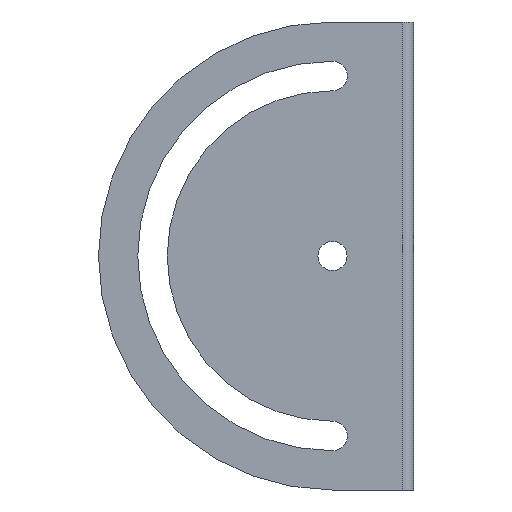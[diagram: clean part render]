
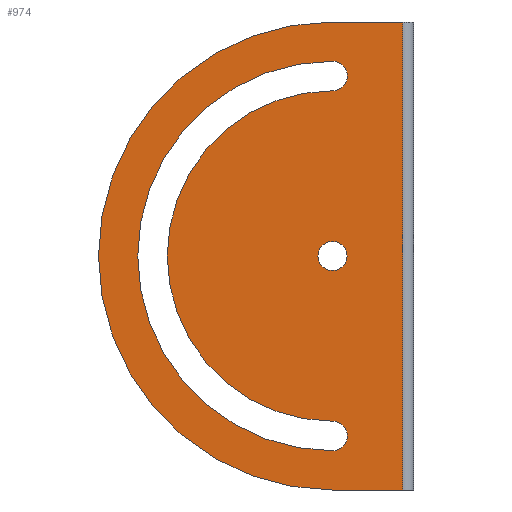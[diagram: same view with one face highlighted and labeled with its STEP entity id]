
A CAD part, left-side view. The second image highlights one B-rep face of the part: STEP entity #974.
In plain terms, the highlighted planar face has unit normal (-1, 0, 0).
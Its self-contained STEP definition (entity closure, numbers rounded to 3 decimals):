
#365=DIRECTION('',(0.,-1.,0.));
#366=VECTOR('',#365,19.5);
#367=CARTESIAN_POINT('',(0.,22.5,-65.));
#368=LINE('',#367,#366);
#372=DIRECTION('',(0.,0.,-1.));
#373=VECTOR('',#372,130.);
#374=CARTESIAN_POINT('',(0.,3.,65.));
#375=LINE('',#374,#373);
#402=CARTESIAN_POINT('',(0.,22.5,0.));
#403=DIRECTION('',(1.,0.,0.));
#404=DIRECTION('',(0.,-1.,0.));
#405=AXIS2_PLACEMENT_3D('',#402,#403,#404);
#410=CARTESIAN_POINT('',(0.,22.5,0.));
#411=DIRECTION('',(1.,0.,0.));
#412=DIRECTION('',(0.,1.,0.));
#413=AXIS2_PLACEMENT_3D('',#410,#411,#412);
#418=CARTESIAN_POINT('',(0.,22.5,-50.));
#419=DIRECTION('',(1.,0.,0.));
#420=DIRECTION('',(0.,0.,1.));
#421=AXIS2_PLACEMENT_3D('',#418,#419,#420);
#426=CARTESIAN_POINT('',(0.,22.5,0.));
#427=DIRECTION('',(1.,0.,0.));
#428=DIRECTION('',(0.,0.,-1.));
#429=AXIS2_PLACEMENT_3D('',#426,#427,#428);
#434=CARTESIAN_POINT('',(0.,22.5,50.));
#435=DIRECTION('',(1.,0.,0.));
#436=DIRECTION('',(0.,0.,1.));
#437=AXIS2_PLACEMENT_3D('',#434,#435,#436);
#442=CARTESIAN_POINT('',(0.,22.5,0.));
#443=DIRECTION('',(1.,0.,0.));
#444=DIRECTION('',(0.,0.,-1.));
#445=AXIS2_PLACEMENT_3D('',#442,#443,#444);
#450=CARTESIAN_POINT('',(0.,22.5,0.));
#451=DIRECTION('',(1.,0.,0.));
#452=DIRECTION('',(0.,0.,-1.));
#453=AXIS2_PLACEMENT_3D('',#450,#451,#452);
#769=DIRECTION('',(0.,-1.,0.));
#770=VECTOR('',#769,19.5);
#771=CARTESIAN_POINT('',(0.,22.5,65.));
#772=LINE('',#771,#770);
#826=CARTESIAN_POINT('',(0.,22.5,-65.));
#828=VERTEX_POINT('',#826);
#830=CARTESIAN_POINT('',(0.,22.5,65.));
#832=VERTEX_POINT('',#830);
#834=CARTESIAN_POINT('',(0.,18.45,0.));
#835=CARTESIAN_POINT('',(0.,26.55,0.));
#836=VERTEX_POINT('',#834);
#837=VERTEX_POINT('',#835);
#842=CARTESIAN_POINT('',(0.,22.5,-45.9));
#843=CARTESIAN_POINT('',(0.,22.5,-54.1));
#844=VERTEX_POINT('',#842);
#845=VERTEX_POINT('',#843);
#846=CARTESIAN_POINT('',(0.,22.5,54.1));
#847=VERTEX_POINT('',#846);
#848=CARTESIAN_POINT('',(0.,22.5,45.9));
#849=VERTEX_POINT('',#848);
#898=CARTESIAN_POINT('',(0.,3.,65.));
#899=CARTESIAN_POINT('',(0.,3.,-65.));
#900=VERTEX_POINT('',#898);
#901=VERTEX_POINT('',#899);
#945=CARTESIAN_POINT('',(0.,87.5,-65.));
#946=DIRECTION('',(-1.,0.,0.));
#947=DIRECTION('',(0.,-1.,0.));
#948=AXIS2_PLACEMENT_3D('',#945,#946,#947);
#949=PLANE('',#948);
#950=ORIENTED_EDGE('',*,*,#935,.T.);
#951=ORIENTED_EDGE('',*,*,#925,.F.);
#953=ORIENTED_EDGE('',*,*,#952,.T.);
#955=ORIENTED_EDGE('',*,*,#954,.T.);
#956=EDGE_LOOP('',(#950,#951,#953,#955));
#957=FACE_OUTER_BOUND('',#956,.F.);
#959=ORIENTED_EDGE('',*,*,#958,.F.);
#961=ORIENTED_EDGE('',*,*,#960,.T.);
#963=ORIENTED_EDGE('',*,*,#962,.F.);
#965=ORIENTED_EDGE('',*,*,#964,.F.);
#966=EDGE_LOOP('',(#959,#961,#963,#965));
#967=FACE_BOUND('',#966,.F.);
#969=ORIENTED_EDGE('',*,*,#968,.F.);
#971=ORIENTED_EDGE('',*,*,#970,.F.);
#972=EDGE_LOOP('',(#969,#971));
#973=FACE_BOUND('',#972,.F.);
#406=CIRCLE('',#405,4.05);
#414=CIRCLE('',#413,4.05);
#422=CIRCLE('',#421,4.1);
#430=CIRCLE('',#429,45.9);
#438=CIRCLE('',#437,4.1);
#446=CIRCLE('',#445,54.1);
#454=CIRCLE('',#453,65.);
#925=EDGE_CURVE('',#828,#901,#368,.T.);
#935=EDGE_CURVE('',#900,#901,#375,.T.);
#952=EDGE_CURVE('',#828,#832,#454,.T.);
#954=EDGE_CURVE('',#832,#900,#772,.T.);
#958=EDGE_CURVE('',#844,#845,#422,.T.);
#960=EDGE_CURVE('',#844,#849,#430,.T.);
#962=EDGE_CURVE('',#847,#849,#438,.T.);
#964=EDGE_CURVE('',#845,#847,#446,.T.);
#968=EDGE_CURVE('',#836,#837,#406,.T.);
#970=EDGE_CURVE('',#837,#836,#414,.T.);
#974=ADVANCED_FACE('',(#957,#967,#973),#949,.T.);
